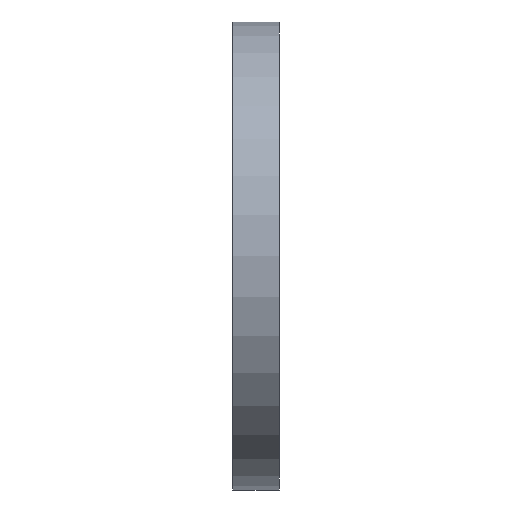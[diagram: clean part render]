
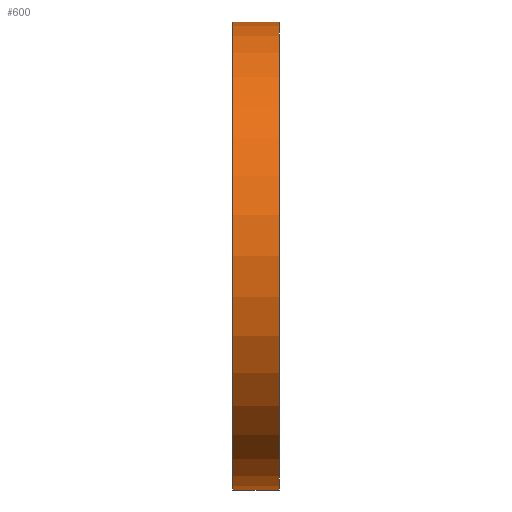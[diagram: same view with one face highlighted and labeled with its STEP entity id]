
A CAD part, left-side view. The second image highlights one B-rep face of the part: STEP entity #600.
In plain terms, the highlighted cylindrical face has radius 100 mm (diameter 200 mm), a partial arc.
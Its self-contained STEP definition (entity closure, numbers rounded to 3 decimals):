
#47 = VECTOR ( 'NONE', #814, 1000. ) ;
#51 = DIRECTION ( 'NONE',  ( 0., 1., 0. ) ) ;
#61 = CIRCLE ( 'NONE', #535, 100. ) ;
#134 = AXIS2_PLACEMENT_3D ( 'NONE', #187, #465, #682 ) ;
#139 = CARTESIAN_POINT ( 'NONE',  ( 0., 34.695, 100. ) ) ;
#148 = CARTESIAN_POINT ( 'NONE',  ( 0., 20., 100. ) ) ;
#187 = CARTESIAN_POINT ( 'NONE',  ( 0., 34.695, 0. ) ) ;
#194 = DIRECTION ( 'NONE',  ( 0., 1., 0. ) ) ;
#202 = EDGE_CURVE ( 'NONE', #521, #355, #748, .T. ) ;
#219 = ORIENTED_EDGE ( 'NONE', *, *, #480, .F. ) ;
#226 = DIRECTION ( 'NONE',  ( 0., 0., 1. ) ) ;
#248 = ORIENTED_EDGE ( 'NONE', *, *, #312, .T. ) ;
#258 = FACE_OUTER_BOUND ( 'NONE', #677, .T. ) ;
#312 = EDGE_CURVE ( 'NONE', #632, #521, #61, .T. ) ;
#355 = VERTEX_POINT ( 'NONE', #148 ) ;
#360 = VERTEX_POINT ( 'NONE', #647 ) ;
#426 = LINE ( 'NONE', #706, #743 ) ;
#465 = DIRECTION ( 'NONE',  ( 0., 1., 0. ) ) ;
#480 = EDGE_CURVE ( 'NONE', #360, #355, #490, .T. ) ;
#490 = CIRCLE ( 'NONE', #580, 100. ) ;
#493 = DIRECTION ( 'NONE',  ( 0., 1., 0. ) ) ;
#521 = VERTEX_POINT ( 'NONE', #750 ) ;
#535 = AXIS2_PLACEMENT_3D ( 'NONE', #542, #194, #226 ) ;
#542 = CARTESIAN_POINT ( 'NONE',  ( 0., 0., 0. ) ) ;
#580 = AXIS2_PLACEMENT_3D ( 'NONE', #613, #51, #596 ) ;
#596 = DIRECTION ( 'NONE',  ( 0., 0., 1. ) ) ;
#600 = ADVANCED_FACE ( 'NONE', ( #258 ), #813, .T. ) ;
#613 = CARTESIAN_POINT ( 'NONE',  ( 0., 20., 0. ) ) ;
#632 = VERTEX_POINT ( 'NONE', #843 ) ;
#647 = CARTESIAN_POINT ( 'NONE',  ( 0., 20., -100. ) ) ;
#650 = EDGE_CURVE ( 'NONE', #632, #360, #426, .T. ) ;
#677 = EDGE_LOOP ( 'NONE', ( #816, #248, #711, #219 ) ) ;
#682 = DIRECTION ( 'NONE',  ( 0., 0., 1. ) ) ;
#706 = CARTESIAN_POINT ( 'NONE',  ( 0., 34.695, -100. ) ) ;
#711 = ORIENTED_EDGE ( 'NONE', *, *, #202, .T. ) ;
#743 = VECTOR ( 'NONE', #493, 1000. ) ;
#748 = LINE ( 'NONE', #139, #47 ) ;
#750 = CARTESIAN_POINT ( 'NONE',  ( 0., 0., 100. ) ) ;
#813 = CYLINDRICAL_SURFACE ( 'NONE', #134, 100. ) ;
#814 = DIRECTION ( 'NONE',  ( 0., 1., 0. ) ) ;
#816 = ORIENTED_EDGE ( 'NONE', *, *, #650, .F. ) ;
#843 = CARTESIAN_POINT ( 'NONE',  ( 0., 0., -100. ) ) ;
